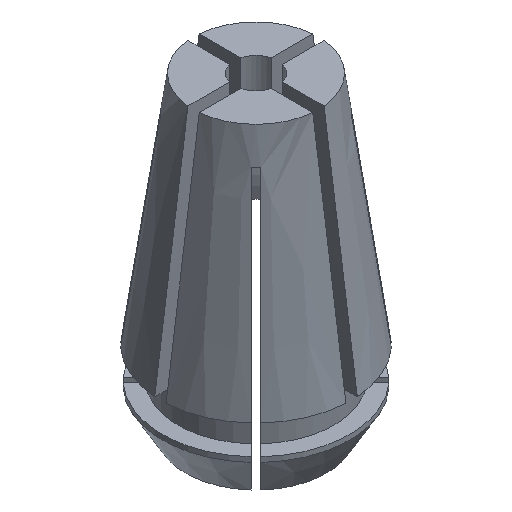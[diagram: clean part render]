
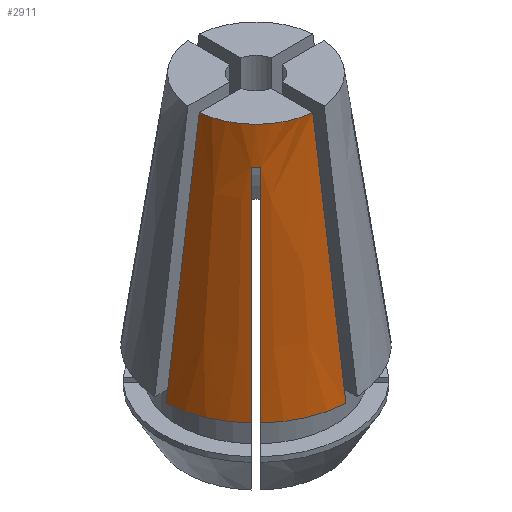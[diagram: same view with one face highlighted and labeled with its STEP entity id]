
A CAD part, isometric view. The second image highlights one B-rep face of the part: STEP entity #2911.
In plain terms, the highlighted conical face has half-angle 8 degrees and reference radius 8.464 mm.
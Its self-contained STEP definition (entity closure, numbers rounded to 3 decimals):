
#115 = DIRECTION ( 'NONE',  ( 0., 0., -1. ) ) ;
#118 = CARTESIAN_POINT ( 'NONE',  ( -0.5, -8.449, -20.8 ) ) ;
#138 = CARTESIAN_POINT ( 'NONE',  ( -0.5, -7.473, -13.867 ) ) ;
#171 = CARTESIAN_POINT ( 'NONE',  ( -5.769, -6.193, -20.8 ) ) ;
#188 = ORIENTED_EDGE ( 'NONE', *, *, #1206, .T. ) ;
#207 = DIRECTION ( 'NONE',  ( 0., 0., 1. ) ) ;
#215 = CARTESIAN_POINT ( 'NONE',  ( -6.193, -5.769, -20.8 ) ) ;
#261 = CARTESIAN_POINT ( 'NONE',  ( -3.999, -4.423, -3.006 ) ) ;
#290 = ORIENTED_EDGE ( 'NONE', *, *, #1481, .T. ) ;
#324 = AXIS2_PLACEMENT_3D ( 'NONE', #1791, #207, #486 ) ;
#451 = ORIENTED_EDGE ( 'NONE', *, *, #1004, .F. ) ;
#486 = DIRECTION ( 'NONE',  ( 1., 0., 0. ) ) ;
#511 = ORIENTED_EDGE ( 'NONE', *, *, #3431, .T. ) ;
#633 = B_SPLINE_CURVE_WITH_KNOTS ( 'NONE', 3,
 ( #2644, #1045, #1055, #261 ),
 .UNSPECIFIED., .F., .F.,
 ( 4, 4 ),
 ( 0.004, 0.005 ),
 .UNSPECIFIED. ) ;
#655 = EDGE_CURVE ( 'NONE', #2609, #2176, #2730, .T. ) ;
#673 = CARTESIAN_POINT ( 'NONE',  ( -0.5, -6.496, -6.933 ) ) ;
#724 = CONICAL_SURFACE ( 'NONE', #1766, 8.464, 0.14 ) ;
#836 = CARTESIAN_POINT ( 'NONE',  ( -7.473, -0.5, -13.867 ) ) ;
#850 = CARTESIAN_POINT ( 'NONE',  ( 0., 0., -20.8 ) ) ;
#898 = EDGE_CURVE ( 'NONE', #1686, #1671, #1643, .T. ) ;
#940 = DIRECTION ( 'NONE',  ( 0., 0., 1. ) ) ;
#1004 = EDGE_CURVE ( 'NONE', #1671, #2609, #3424, .T. ) ;
#1021 = CIRCLE ( 'NONE', #2193, 8.464 ) ;
#1034 = VERTEX_POINT ( 'NONE', #2224 ) ;
#1044 = CARTESIAN_POINT ( 'NONE',  ( -3.999, -4.423, -3.006 ) ) ;
#1045 = CARTESIAN_POINT ( 'NONE',  ( -4.288, -4.147, -2.998 ) ) ;
#1055 = CARTESIAN_POINT ( 'NONE',  ( -4.146, -4.289, -2.998 ) ) ;
#1074 = DIRECTION ( 'NONE',  ( 1., 0., 0. ) ) ;
#1183 = CARTESIAN_POINT ( 'NONE',  ( 0., 0., -20.8 ) ) ;
#1206 = EDGE_CURVE ( 'NONE', #1686, #1866, #2925, .T. ) ;
#1216 = FACE_OUTER_BOUND ( 'NONE', #1823, .T. ) ;
#1286 = CARTESIAN_POINT ( 'NONE',  ( -4.101, -4.525, -4.033 ) ) ;
#1300 = ORIENTED_EDGE ( 'NONE', *, *, #3118, .F. ) ;
#1308 = CARTESIAN_POINT ( 'NONE',  ( -5.281, -5.705, -15.895 ) ) ;
#1402 = ORIENTED_EDGE ( 'NONE', *, *, #1601, .T. ) ;
#1412 = VERTEX_POINT ( 'NONE', #1475 ) ;
#1451 = CARTESIAN_POINT ( 'NONE',  ( -0.5, -5.518, 0. ) ) ;
#1475 = CARTESIAN_POINT ( 'NONE',  ( -3.999, -4.423, -3.006 ) ) ;
#1481 = EDGE_CURVE ( 'NONE', #1034, #1412, #633, .T. ) ;
#1491 = CARTESIAN_POINT ( 'NONE',  ( -5.218, -4.793, -10.99 ) ) ;
#1541 = CARTESIAN_POINT ( 'NONE',  ( -6.193, -5.769, -20.8 ) ) ;
#1597 = CARTESIAN_POINT ( 'NONE',  ( -8.449, -0.5, -20.8 ) ) ;
#1601 = EDGE_CURVE ( 'NONE', #2642, #2176, #1021, .T. ) ;
#1624 = CARTESIAN_POINT ( 'NONE',  ( -4.793, -5.218, -10.99 ) ) ;
#1643 = B_SPLINE_CURVE_WITH_KNOTS ( 'NONE', 3,
 ( #1875, #836, #3201, #2686 ),
 .UNSPECIFIED., .F., .F.,
 ( 4, 4 ),
 ( 0.011, 0.032 ),
 .UNSPECIFIED. ) ;
#1671 = VERTEX_POINT ( 'NONE', #2137 ) ;
#1686 = VERTEX_POINT ( 'NONE', #1597 ) ;
#1696 = DIRECTION ( 'NONE',  ( -1., 0., 0. ) ) ;
#1766 = AXIS2_PLACEMENT_3D ( 'NONE', #1183, #115, #1696 ) ;
#1770 = CARTESIAN_POINT ( 'NONE',  ( -5.705, -5.281, -15.895 ) ) ;
#1783 = CARTESIAN_POINT ( 'NONE',  ( -4.423, -3.999, -3.006 ) ) ;
#1791 = CARTESIAN_POINT ( 'NONE',  ( 0., 0., -20.8 ) ) ;
#1823 = EDGE_LOOP ( 'NONE', ( #1300, #1402, #2263, #451, #2895, #188, #511, #290 ) ) ;
#1832 = B_SPLINE_CURVE_WITH_KNOTS ( 'NONE', 3,
 ( #1541, #1770, #1491, #2808, #3369, #3338, #1783 ),
 .UNSPECIFIED., .F., .F.,
 ( 4, 3, 4 ),
 ( 0., 0.015, 0.018 ),
 .UNSPECIFIED. ) ;
#1866 = VERTEX_POINT ( 'NONE', #215 ) ;
#1875 = CARTESIAN_POINT ( 'NONE',  ( -8.449, -0.5, -20.8 ) ) ;
#2084 = CARTESIAN_POINT ( 'NONE',  ( -4.203, -4.628, -5.059 ) ) ;
#2137 = CARTESIAN_POINT ( 'NONE',  ( -5.518, -0.5, 0. ) ) ;
#2176 = VERTEX_POINT ( 'NONE', #118 ) ;
#2193 = AXIS2_PLACEMENT_3D ( 'NONE', #850, #2956, #1074 ) ;
#2224 = CARTESIAN_POINT ( 'NONE',  ( -4.423, -3.999, -3.006 ) ) ;
#2263 = ORIENTED_EDGE ( 'NONE', *, *, #655, .F. ) ;
#2347 = B_SPLINE_CURVE_WITH_KNOTS ( 'NONE', 3,
 ( #171, #1308, #1624, #2375, #2084, #1286, #1044 ),
 .UNSPECIFIED., .F., .F.,
 ( 4, 3, 4 ),
 ( 0., 0.015, 0.018 ),
 .UNSPECIFIED. ) ;
#2375 = CARTESIAN_POINT ( 'NONE',  ( -4.305, -4.73, -6.085 ) ) ;
#2517 = CARTESIAN_POINT ( 'NONE',  ( 0., 0., 0. ) ) ;
#2590 = AXIS2_PLACEMENT_3D ( 'NONE', #2517, #940, #3082 ) ;
#2609 = VERTEX_POINT ( 'NONE', #3065 ) ;
#2642 = VERTEX_POINT ( 'NONE', #3013 ) ;
#2644 = CARTESIAN_POINT ( 'NONE',  ( -4.423, -3.999, -3.006 ) ) ;
#2686 = CARTESIAN_POINT ( 'NONE',  ( -5.518, -0.5, 0. ) ) ;
#2730 = B_SPLINE_CURVE_WITH_KNOTS ( 'NONE', 3,
 ( #1451, #673, #138, #2766 ),
 .UNSPECIFIED., .F., .F.,
 ( 4, 4 ),
 ( 0.018, 0.039 ),
 .UNSPECIFIED. ) ;
#2766 = CARTESIAN_POINT ( 'NONE',  ( -0.5, -8.449, -20.8 ) ) ;
#2808 = CARTESIAN_POINT ( 'NONE',  ( -4.73, -4.305, -6.085 ) ) ;
#2895 = ORIENTED_EDGE ( 'NONE', *, *, #898, .F. ) ;
#2911 = ADVANCED_FACE ( 'NONE', ( #1216 ), #724, .T. ) ;
#2925 = CIRCLE ( 'NONE', #324, 8.464 ) ;
#2956 = DIRECTION ( 'NONE',  ( 0., 0., 1. ) ) ;
#3013 = CARTESIAN_POINT ( 'NONE',  ( -5.769, -6.193, -20.8 ) ) ;
#3065 = CARTESIAN_POINT ( 'NONE',  ( -0.5, -5.518, 0. ) ) ;
#3082 = DIRECTION ( 'NONE',  ( 1., 0., 0. ) ) ;
#3118 = EDGE_CURVE ( 'NONE', #2642, #1412, #2347, .T. ) ;
#3201 = CARTESIAN_POINT ( 'NONE',  ( -6.496, -0.5, -6.933 ) ) ;
#3338 = CARTESIAN_POINT ( 'NONE',  ( -4.525, -4.101, -4.033 ) ) ;
#3369 = CARTESIAN_POINT ( 'NONE',  ( -4.628, -4.203, -5.059 ) ) ;
#3424 = CIRCLE ( 'NONE', #2590, 5.541 ) ;
#3431 = EDGE_CURVE ( 'NONE', #1866, #1034, #1832, .T. ) ;
